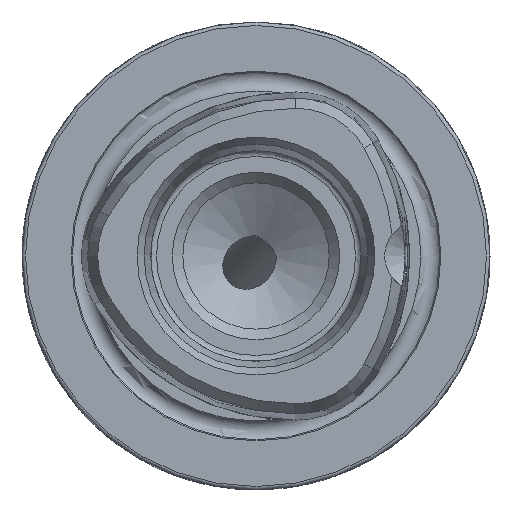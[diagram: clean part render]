
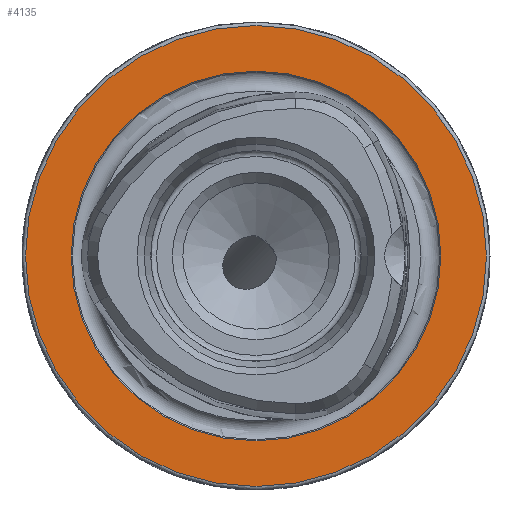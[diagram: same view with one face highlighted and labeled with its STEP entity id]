
A CAD part, left-side view. The second image highlights one B-rep face of the part: STEP entity #4135.
In plain terms, the highlighted planar face has unit normal (-1, 0, 0).
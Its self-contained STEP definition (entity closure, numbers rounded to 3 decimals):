
#853 = DIRECTION ( 'NONE',  ( -1., 0., 0. ) ) ;
#1263 = PLANE ( 'NONE',  #6387 ) ;
#1585 = DIRECTION ( 'NONE',  ( -1., 0., 0. ) ) ;
#1713 = EDGE_LOOP ( 'NONE', ( #5868 ) ) ;
#1832 = CARTESIAN_POINT ( 'NONE',  ( 0., 15.8, 0. ) ) ;
#2148 = EDGE_CURVE ( 'NONE', #5497, #5497, #3271, .T. ) ;
#2292 = EDGE_CURVE ( 'NONE', #6966, #6966, #2907, .T. ) ;
#2584 = AXIS2_PLACEMENT_3D ( 'NONE', #6432, #853, #7028 ) ;
#2624 = ORIENTED_EDGE ( 'NONE', *, *, #2148, .F. ) ;
#2907 = CIRCLE ( 'NONE', #3850, 19.7 ) ;
#2980 = FACE_BOUND ( 'NONE', #4516, .T. ) ;
#3271 = CIRCLE ( 'NONE', #2584, 15.8 ) ;
#3850 = AXIS2_PLACEMENT_3D ( 'NONE', #4344, #1585, #6004 ) ;
#3907 = CARTESIAN_POINT ( 'NONE',  ( 0., 0., 15.8 ) ) ;
#4089 = DIRECTION ( 'NONE',  ( 0., 0., -1. ) ) ;
#4135 = ADVANCED_FACE ( 'NONE', ( #2980, #5360 ), #1263, .F. ) ;
#4344 = CARTESIAN_POINT ( 'NONE',  ( 0., 0., 0. ) ) ;
#4516 = EDGE_LOOP ( 'NONE', ( #2624 ) ) ;
#5360 = FACE_OUTER_BOUND ( 'NONE', #1713, .T. ) ;
#5497 = VERTEX_POINT ( 'NONE', #3907 ) ;
#5868 = ORIENTED_EDGE ( 'NONE', *, *, #2292, .T. ) ;
#6004 = DIRECTION ( 'NONE',  ( 0., 0., 1. ) ) ;
#6246 = DIRECTION ( 'NONE',  ( 1., 0., 0. ) ) ;
#6387 = AXIS2_PLACEMENT_3D ( 'NONE', #1832, #6246, #4089 ) ;
#6432 = CARTESIAN_POINT ( 'NONE',  ( 0., 0., 0. ) ) ;
#6966 = VERTEX_POINT ( 'NONE', #7231 ) ;
#7028 = DIRECTION ( 'NONE',  ( 0., 0., 1. ) ) ;
#7231 = CARTESIAN_POINT ( 'NONE',  ( 0., 0., 19.7 ) ) ;
